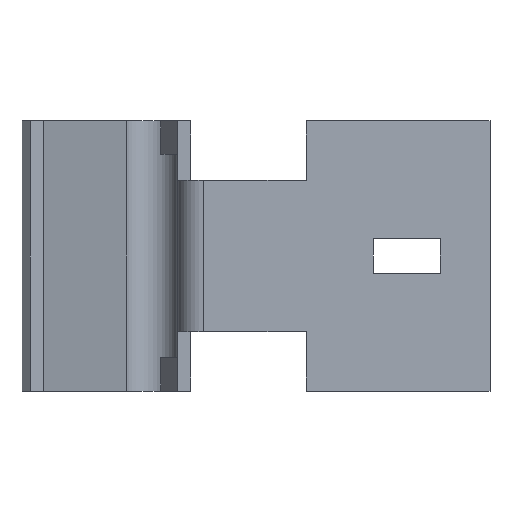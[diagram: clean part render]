
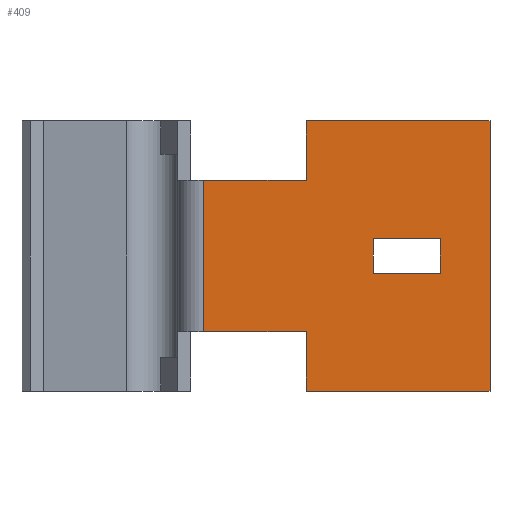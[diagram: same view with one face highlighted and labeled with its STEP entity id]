
A CAD part, front view. The second image highlights one B-rep face of the part: STEP entity #409.
In plain terms, the highlighted planar face has unit normal (0, -1, 0).
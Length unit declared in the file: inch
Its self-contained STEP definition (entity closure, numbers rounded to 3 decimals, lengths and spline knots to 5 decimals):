
#18 = LINE ( 'NONE', #1214, #557 ) ;
#48 = CARTESIAN_POINT ( 'NONE',  ( 0.277, -0.012, 0.125 ) ) ;
#57 = EDGE_LOOP ( 'NONE', ( #1202, #239, #1297, #1288 ) ) ;
#61 = LINE ( 'NONE', #252, #486 ) ;
#69 = VERTEX_POINT ( 'NONE', #482 ) ;
#76 = EDGE_CURVE ( 'NONE', #969, #223, #1175, .T. ) ;
#80 = VECTOR ( 'NONE', #1254, 39.37008 ) ;
#87 = ORIENTED_EDGE ( 'NONE', *, *, #1251, .T. ) ;
#90 = VECTOR ( 'NONE', #1986, 39.37008 ) ;
#119 = ORIENTED_EDGE ( 'NONE', *, *, #796, .F. ) ;
#124 = CARTESIAN_POINT ( 'NONE',  ( 0.231, -0.012, -0.016 ) ) ;
#128 = VECTOR ( 'NONE', #856, 39.37008 ) ;
#158 = FACE_OUTER_BOUND ( 'NONE', #1579, .T. ) ;
#179 = LINE ( 'NONE', #373, #1001 ) ;
#195 = VECTOR ( 'NONE', #1530, 39.37008 ) ;
#223 = VERTEX_POINT ( 'NONE', #1758 ) ;
#232 = LINE ( 'NONE', #738, #90 ) ;
#239 = ORIENTED_EDGE ( 'NONE', *, *, #838, .T. ) ;
#252 = CARTESIAN_POINT ( 'NONE',  ( 0.231, -0.012, 0.016 ) ) ;
#268 = CARTESIAN_POINT ( 'NONE',  ( 0.277, -0.012, -0.125 ) ) ;
#283 = LINE ( 'NONE', #1599, #623 ) ;
#345 = DIRECTION ( 'NONE',  ( 1., 0., 0. ) ) ;
#354 = VERTEX_POINT ( 'NONE', #859 ) ;
#373 = CARTESIAN_POINT ( 'NONE',  ( 0.107, -0.012, 0.125 ) ) ;
#383 = DIRECTION ( 'NONE',  ( 0., 0., 1. ) ) ;
#409 = ADVANCED_FACE ( 'NONE', ( #1259, #158 ), #1648, .T. ) ;
#413 = LINE ( 'NONE', #1084, #195 ) ;
#419 = VERTEX_POINT ( 'NONE', #124 ) ;
#421 = VERTEX_POINT ( 'NONE', #1655 ) ;
#433 = DIRECTION ( 'NONE',  ( 0., -1., 0. ) ) ;
#464 = LINE ( 'NONE', #1066, #1219 ) ;
#479 = CARTESIAN_POINT ( 'NONE',  ( 0.012, -0.012, 0.125 ) ) ;
#482 = CARTESIAN_POINT ( 'NONE',  ( 0.012, -0.012, 0.07 ) ) ;
#486 = VECTOR ( 'NONE', #702, 39.37008 ) ;
#493 = EDGE_CURVE ( 'NONE', #1676, #969, #464, .T. ) ;
#557 = VECTOR ( 'NONE', #864, 39.37008 ) ;
#596 = VECTOR ( 'NONE', #631, 39.37008 ) ;
#601 = ORIENTED_EDGE ( 'NONE', *, *, #757, .F. ) ;
#623 = VECTOR ( 'NONE', #1775, 39.37008 ) ;
#631 = DIRECTION ( 'NONE',  ( 0., 0., -1. ) ) ;
#698 = CARTESIAN_POINT ( 'NONE',  ( 0.012, -0.012, -0.125 ) ) ;
#702 = DIRECTION ( 'NONE',  ( 0., 0., -1. ) ) ;
#738 = CARTESIAN_POINT ( 'NONE',  ( 0.012, -0.012, 0.125 ) ) ;
#747 = ORIENTED_EDGE ( 'NONE', *, *, #834, .F. ) ;
#757 = EDGE_CURVE ( 'NONE', #1589, #421, #179, .T. ) ;
#769 = VECTOR ( 'NONE', #1625, 39.37008 ) ;
#783 = LINE ( 'NONE', #479, #596 ) ;
#796 = EDGE_CURVE ( 'NONE', #1076, #1000, #283, .T. ) ;
#834 = EDGE_CURVE ( 'NONE', #1587, #1075, #1301, .T. ) ;
#838 = EDGE_CURVE ( 'NONE', #223, #419, #61, .T. ) ;
#856 = DIRECTION ( 'NONE',  ( -1., 0., 0. ) ) ;
#859 = CARTESIAN_POINT ( 'NONE',  ( 0.012, -0.012, -0.07 ) ) ;
#864 = DIRECTION ( 'NONE',  ( 1., 0., 0. ) ) ;
#935 = LINE ( 'NONE', #1106, #80 ) ;
#969 = VERTEX_POINT ( 'NONE', #1048 ) ;
#1000 = VERTEX_POINT ( 'NONE', #1665 ) ;
#1001 = VECTOR ( 'NONE', #383, 39.37008 ) ;
#1009 = EDGE_CURVE ( 'NONE', #1587, #1000, #232, .T. ) ;
#1047 = CARTESIAN_POINT ( 'NONE',  ( 0.012, -0.012, 0.125 ) ) ;
#1048 = CARTESIAN_POINT ( 'NONE',  ( 0.169, -0.012, 0.016 ) ) ;
#1050 = EDGE_CURVE ( 'NONE', #69, #1076, #18, .T. ) ;
#1066 = CARTESIAN_POINT ( 'NONE',  ( 0.169, -0.012, -0.016 ) ) ;
#1075 = VERTEX_POINT ( 'NONE', #268 ) ;
#1076 = VERTEX_POINT ( 'NONE', #1182 ) ;
#1084 = CARTESIAN_POINT ( 'NONE',  ( 0.012, -0.012, -0.07 ) ) ;
#1106 = CARTESIAN_POINT ( 'NONE',  ( 0.231, -0.012, -0.016 ) ) ;
#1175 = LINE ( 'NONE', #1256, #1776 ) ;
#1182 = CARTESIAN_POINT ( 'NONE',  ( 0.107, -0.012, 0.07 ) ) ;
#1202 = ORIENTED_EDGE ( 'NONE', *, *, #76, .T. ) ;
#1214 = CARTESIAN_POINT ( 'NONE',  ( 0.012, -0.012, 0.07 ) ) ;
#1219 = VECTOR ( 'NONE', #1675, 39.37008 ) ;
#1222 = EDGE_CURVE ( 'NONE', #421, #354, #413, .T. ) ;
#1251 = EDGE_CURVE ( 'NONE', #69, #354, #783, .T. ) ;
#1254 = DIRECTION ( 'NONE',  ( -1., 0., 0. ) ) ;
#1256 = CARTESIAN_POINT ( 'NONE',  ( 0.231, -0.012, 0.016 ) ) ;
#1259 = FACE_BOUND ( 'NONE', #57, .T. ) ;
#1266 = CARTESIAN_POINT ( 'NONE',  ( 0.107, -0.012, -0.125 ) ) ;
#1288 = ORIENTED_EDGE ( 'NONE', *, *, #493, .T. ) ;
#1297 = ORIENTED_EDGE ( 'NONE', *, *, #1552, .T. ) ;
#1301 = LINE ( 'NONE', #1462, #769 ) ;
#1437 = ORIENTED_EDGE ( 'NONE', *, *, #1222, .F. ) ;
#1443 = AXIS2_PLACEMENT_3D ( 'NONE', #1047, #433, #1499 ) ;
#1462 = CARTESIAN_POINT ( 'NONE',  ( 0.277, -0.012, 0.125 ) ) ;
#1499 = DIRECTION ( 'NONE',  ( 0., 0., -1. ) ) ;
#1503 = ORIENTED_EDGE ( 'NONE', *, *, #1880, .F. ) ;
#1530 = DIRECTION ( 'NONE',  ( -1., 0., 0. ) ) ;
#1552 = EDGE_CURVE ( 'NONE', #419, #1676, #935, .T. ) ;
#1579 = EDGE_LOOP ( 'NONE', ( #1437, #601, #1503, #747, #1791, #119, #1896, #87 ) ) ;
#1587 = VERTEX_POINT ( 'NONE', #48 ) ;
#1589 = VERTEX_POINT ( 'NONE', #1266 ) ;
#1599 = CARTESIAN_POINT ( 'NONE',  ( 0.107, -0.012, 0.125 ) ) ;
#1625 = DIRECTION ( 'NONE',  ( 0., 0., -1. ) ) ;
#1648 = PLANE ( 'NONE',  #1443 ) ;
#1655 = CARTESIAN_POINT ( 'NONE',  ( 0.107, -0.012, -0.07 ) ) ;
#1665 = CARTESIAN_POINT ( 'NONE',  ( 0.107, -0.012, 0.125 ) ) ;
#1675 = DIRECTION ( 'NONE',  ( 0., 0., 1. ) ) ;
#1676 = VERTEX_POINT ( 'NONE', #1925 ) ;
#1758 = CARTESIAN_POINT ( 'NONE',  ( 0.231, -0.012, 0.016 ) ) ;
#1775 = DIRECTION ( 'NONE',  ( 0., 0., 1. ) ) ;
#1776 = VECTOR ( 'NONE', #345, 39.37008 ) ;
#1791 = ORIENTED_EDGE ( 'NONE', *, *, #1009, .T. ) ;
#1880 = EDGE_CURVE ( 'NONE', #1075, #1589, #1985, .T. ) ;
#1896 = ORIENTED_EDGE ( 'NONE', *, *, #1050, .F. ) ;
#1925 = CARTESIAN_POINT ( 'NONE',  ( 0.169, -0.012, -0.016 ) ) ;
#1985 = LINE ( 'NONE', #698, #128 ) ;
#1986 = DIRECTION ( 'NONE',  ( -1., 0., 0. ) ) ;
